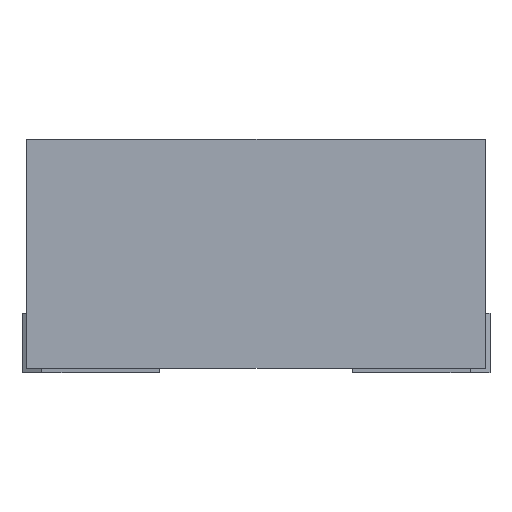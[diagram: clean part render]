
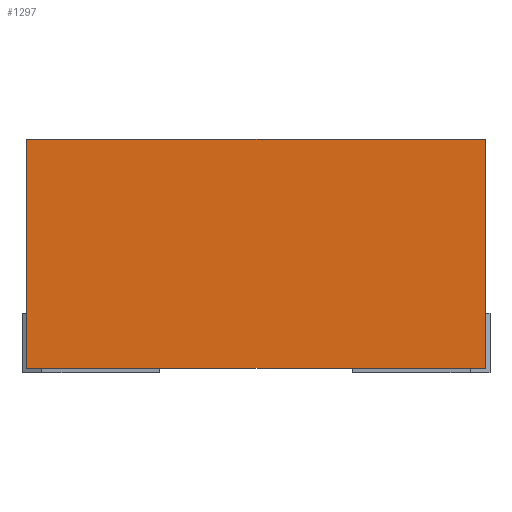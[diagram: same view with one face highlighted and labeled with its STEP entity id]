
A CAD part, front view. The second image highlights one B-rep face of the part: STEP entity #1297.
In plain terms, the highlighted planar face has unit normal (0, -1, 0).
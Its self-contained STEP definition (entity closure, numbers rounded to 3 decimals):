
#62 = VERTEX_POINT('',#63);
#63 = CARTESIAN_POINT('',(-0.5,-1.9,0.));
#71 = EDGE_CURVE('',#62,#72,#74,.T.);
#72 = VERTEX_POINT('',#73);
#73 = CARTESIAN_POINT('',(-0.5,-1.9,0.5));
#74 = LINE('',#75,#76);
#75 = CARTESIAN_POINT('',(-0.5,-1.9,0.));
#76 = VECTOR('',#77,1.);
#77 = DIRECTION('',(0.,0.,1.));
#262 = VERTEX_POINT('',#263);
#263 = CARTESIAN_POINT('',(0.5,-1.9,0.5));
#269 = EDGE_CURVE('',#270,#262,#272,.T.);
#270 = VERTEX_POINT('',#271);
#271 = CARTESIAN_POINT('',(0.5,-1.9,0.));
#272 = LINE('',#273,#274);
#273 = CARTESIAN_POINT('',(0.5,-1.9,0.));
#274 = VECTOR('',#275,1.);
#275 = DIRECTION('',(0.,0.,1.));
#617 = EDGE_CURVE('',#270,#62,#618,.T.);
#618 = LINE('',#619,#620);
#619 = CARTESIAN_POINT('',(0.5,-1.9,0.));
#620 = VECTOR('',#621,1.);
#621 = DIRECTION('',(-1.,0.,0.));
#790 = EDGE_CURVE('',#262,#72,#791,.T.);
#791 = LINE('',#792,#793);
#792 = CARTESIAN_POINT('',(0.5,-1.9,0.5));
#793 = VECTOR('',#794,1.);
#794 = DIRECTION('',(-1.,0.,0.));
#1297 = ADVANCED_FACE('',(#1298),#1304,.T.);
#1298 = FACE_BOUND('',#1299,.T.);
#1299 = EDGE_LOOP('',(#1300,#1301,#1302,#1303));
#1300 = ORIENTED_EDGE('',*,*,#269,.T.);
#1301 = ORIENTED_EDGE('',*,*,#790,.T.);
#1302 = ORIENTED_EDGE('',*,*,#71,.F.);
#1303 = ORIENTED_EDGE('',*,*,#617,.F.);
#1304 = PLANE('',#1305);
#1305 = AXIS2_PLACEMENT_3D('',#1306,#1307,#1308);
#1306 = CARTESIAN_POINT('',(0.5,-1.9,0.));
#1307 = DIRECTION('',(0.,-1.,0.));
#1308 = DIRECTION('',(-1.,0.,0.));
